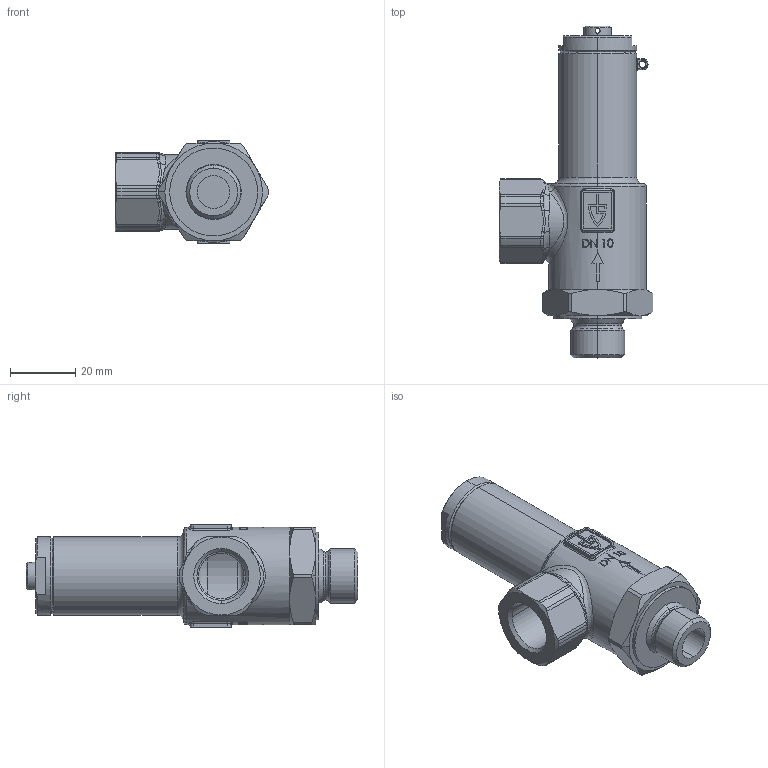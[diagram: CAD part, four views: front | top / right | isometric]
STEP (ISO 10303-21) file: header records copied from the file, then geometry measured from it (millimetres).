
FILE_DESCRIPTION (( 'STEP AP214' ), '1' );
FILE_NAME ('417tGFO-10-m+f-10+10 Dummy.STEP', '2013-01-30T12:55:13', ( 'Blankenhorn' ), ( '' ), 'SwSTEP 2.0', 'SolidWorks 2013', '' );
FILE_SCHEMA (( 'AUTOMOTIVE_DESIGN' ));
Length unit declared in the file: millimetre
Products named in the file (1): 417tGFO-10-m+f-10+10 Dummy
Bounding box: 47.3 x 102 x 31.4 mm (x, y, z)
Volume: 38102.9 mm3; surface area: 20907.7 mm2
Topology: 4 solids, 4 shells, 551 faces, 1383 edges, 863 vertices
Faces by surface type: plane 184, cylinder 148, bspline 114, cone 63, torus 42
Entity records: 29354 total; most frequent: CARTESIAN_POINT 10761, ORIENTED_EDGE 2758, DIRECTION 2408, EDGE_CURVE 1379, AXIS2_PLACEMENT_3D 939, VERTEX_POINT 863, EDGE_LOOP 592, UNCERTAINTY_MEASURE_WITH_UNIT 557
